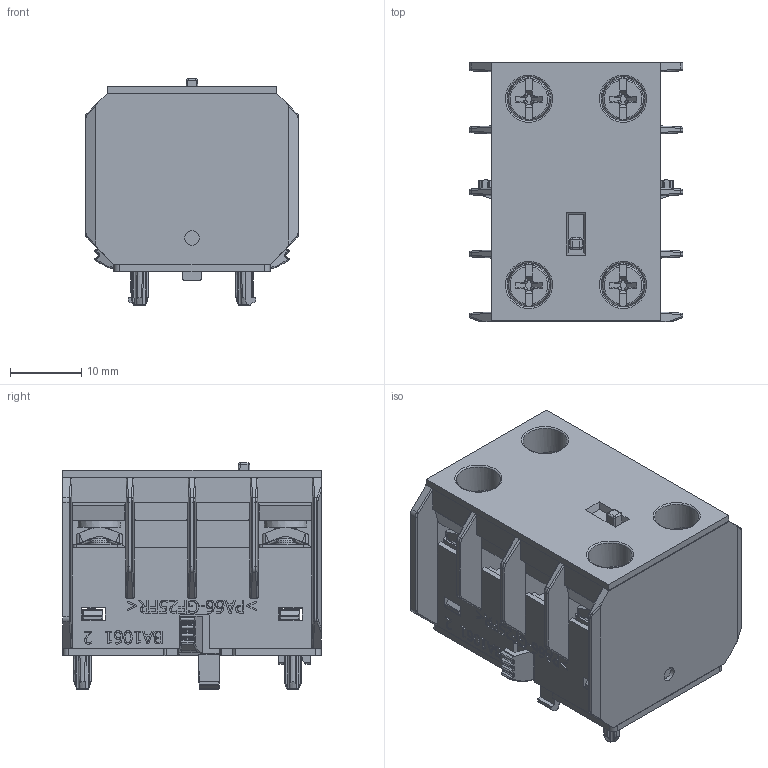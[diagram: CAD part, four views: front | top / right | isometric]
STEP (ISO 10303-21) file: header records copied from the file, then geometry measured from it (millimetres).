
FILE_DESCRIPTION(/* description */ (''),/* implementation_level */ '2;1');
FILE_NAME(/* name */ 'FILE_STP_CAD_DRAWING_2d_11BGX10_2_prt.stp',/* time_stamp */ '2021-09-08T08:15:49+02:00',/* author */ (''),/* organization */ (''),/* preprocessor_version */ 'ST-DEVELOPER v16.7',/* originating_system */ 'SIEMENS PLM Software NX 12.0',/* authorisation */ '');
FILE_SCHEMA (('AUTOMOTIVE_DESIGN { 1 0 10303 214 3 1 1 1 }'));
Products named in the file (2): 3d_11BGX10_2; 2d_11BGX10_2
Assembly tree (1 placements, depth 2):
  2d_11BGX10_2
    3d_11BGX10_2
Bounding box: 30 x 36.3 x 31.7 mm (x, y, z)
Surface area: 13834.3 mm2 (no closed solid volume)
Topology: 0 solids, 34 shells, 1579 faces, 5885 edges, 4219 vertices
Faces by surface type: plane 835, cylinder 381, bspline 283, cone 36, sphere 24, torus 20
Full cylindrical faces by diameter (mm): 2 x1, 2.3 x4, 3 x8, 3.04 x4, 6.2 x4
Entity records: 66150 total; most frequent: CARTESIAN_POINT 18538, ORIENTED_EDGE 9589, DIRECTION 8917, EDGE_CURVE 5836, VERTEX_POINT 4211, LINE 3843, VECTOR 3843, AXIS2_PLACEMENT_3D 2537
